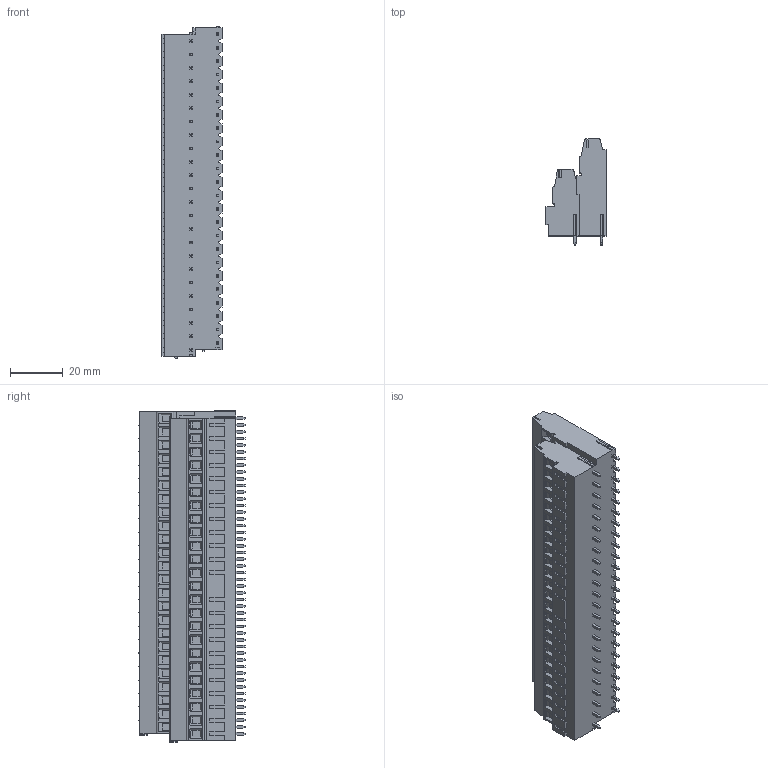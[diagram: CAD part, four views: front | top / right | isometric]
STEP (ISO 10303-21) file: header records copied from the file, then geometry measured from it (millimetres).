
FILE_DESCRIPTION((''),'2;1');
FILE_NAME('TL338VH2R','2025-02-20T',('yanfa'),(''),'PRO/ENGINEER BY PARAMETRIC TECHNOLOGY CORPORATION, 2009280','PRO/ENGINEER BY PARAMETRIC TECHNOLOGY CORPORATION, 2009280','');
FILE_SCHEMA(('AUTOMOTIVE_DESIGN_CC2 { 1 2 10303 214 -1 1 5 2 }'));
Products named in the file (1): TL338VH2R
Bounding box: 22.8 x 40.3 x 125.66 mm (x, y, z)
Volume: 71434.5 mm3; surface area: 21867.1 mm2
Topology: 1 solids, 1 shells, 2409 faces, 5973 edges, 3687 vertices
Faces by surface type: plane 1595, cylinder 456, cone 192, torus 96, sphere 70
Entity records: 70893 total; most frequent: CARTESIAN_POINT 13823, ORIENTED_EDGE 11854, DIRECTION 11677, EDGE_CURVE 5927, VECTOR 4323, LINE 4323, VERTEX_POINT 3687, AXIS2_PLACEMENT_3D 3677
